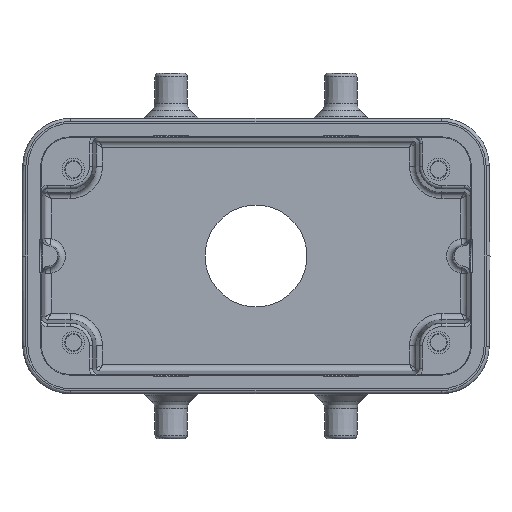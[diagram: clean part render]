
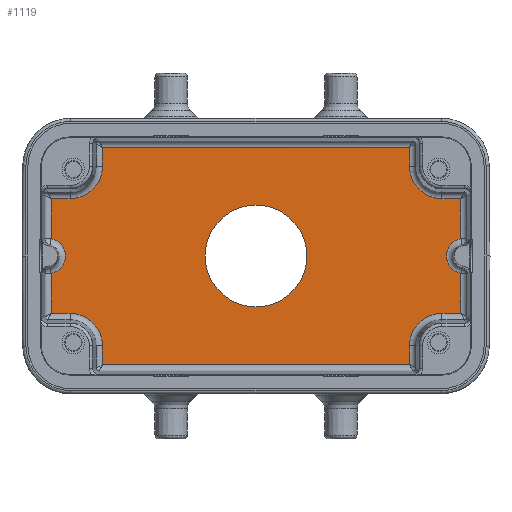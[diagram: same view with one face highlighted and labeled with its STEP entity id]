
A CAD part, front view. The second image highlights one B-rep face of the part: STEP entity #1119.
In plain terms, the highlighted planar face has unit normal (0, -1, 0).
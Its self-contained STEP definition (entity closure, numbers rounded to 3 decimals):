
#1119=ADVANCED_FACE('',(#1555,#1556),#1354,.T.);
#1354=PLANE('',#7131);
#1555=FACE_BOUND('',#1953,.T.);
#1556=FACE_BOUND('',#1954,.T.);
#1953=EDGE_LOOP('',(#3719));
#1954=EDGE_LOOP('',(#3720,#3721,#3722,#3723,#3724,#3725,#3726,#3727,#3728,
#3729,#3730,#3731,#3732,#3733,#3734,#3735,#3736,#3737,#3738,#3739));
#2081=CIRCLE('',#6866,5.053);
#2090=CIRCLE('',#6882,2.772);
#2145=CIRCLE('',#7025,5.053);
#2150=CIRCLE('',#7034,5.053);
#2158=CIRCLE('',#7050,2.772);
#2164=CIRCLE('',#7060,5.053);
#2180=CIRCLE('',#7130,7.95);
#3719=ORIENTED_EDGE('',*,*,#5384,.F.);
#3720=ORIENTED_EDGE('',*,*,#5237,.T.);
#3721=ORIENTED_EDGE('',*,*,#5241,.F.);
#3722=ORIENTED_EDGE('',*,*,#5244,.T.);
#3723=ORIENTED_EDGE('',*,*,#5249,.T.);
#3724=ORIENTED_EDGE('',*,*,#5253,.T.);
#3725=ORIENTED_EDGE('',*,*,#5257,.F.);
#3726=ORIENTED_EDGE('',*,*,#5260,.T.);
#3727=ORIENTED_EDGE('',*,*,#5265,.T.);
#3728=ORIENTED_EDGE('',*,*,#5279,.F.);
#3729=ORIENTED_EDGE('',*,*,#5283,.T.);
#3730=ORIENTED_EDGE('',*,*,#5288,.T.);
#3731=ORIENTED_EDGE('',*,*,#5292,.F.);
#3732=ORIENTED_EDGE('',*,*,#5295,.T.);
#3733=ORIENTED_EDGE('',*,*,#5232,.T.);
#3734=ORIENTED_EDGE('',*,*,#5227,.T.);
#3735=ORIENTED_EDGE('',*,*,#5026,.F.);
#3736=ORIENTED_EDGE('',*,*,#5030,.T.);
#3737=ORIENTED_EDGE('',*,*,#5051,.T.);
#3738=ORIENTED_EDGE('',*,*,#5047,.F.);
#3739=ORIENTED_EDGE('',*,*,#5383,.T.);
#4310=VERTEX_POINT('',#10947);
#4311=VERTEX_POINT('',#10949);
#4313=VERTEX_POINT('',#10964);
#4324=VERTEX_POINT('',#11131);
#4325=VERTEX_POINT('',#11135);
#4447=VERTEX_POINT('',#11633);
#4449=VERTEX_POINT('',#11714);
#4452=VERTEX_POINT('',#11729);
#4454=VERTEX_POINT('',#11794);
#4456=VERTEX_POINT('',#11816);
#4458=VERTEX_POINT('',#11831);
#4461=VERTEX_POINT('',#11908);
#4464=VERTEX_POINT('',#11975);
#4466=VERTEX_POINT('',#11997);
#4468=VERTEX_POINT('',#12012);
#4471=VERTEX_POINT('',#12080);
#4480=VERTEX_POINT('',#12186);
#4481=VERTEX_POINT('',#12201);
#4485=VERTEX_POINT('',#12270);
#4487=VERTEX_POINT('',#12292);
#4529=VERTEX_POINT('',#12571);
#5026=EDGE_CURVE('',#4310,#4311,#2081,.T.);
#5030=EDGE_CURVE('',#4310,#4313,#5814,.T.);
#5047=EDGE_CURVE('',#4324,#4325,#2090,.T.);
#5051=EDGE_CURVE('',#4313,#4325,#5818,.T.);
#5227=EDGE_CURVE('',#4447,#4311,#5914,.T.);
#5232=EDGE_CURVE('',#4449,#4447,#5916,.T.);
#5237=EDGE_CURVE('',#4452,#4454,#5917,.T.);
#5241=EDGE_CURVE('',#4456,#4454,#2145,.T.);
#5244=EDGE_CURVE('',#4456,#4458,#5920,.T.);
#5249=EDGE_CURVE('',#4458,#4461,#5922,.T.);
#5253=EDGE_CURVE('',#4461,#4464,#5923,.T.);
#5257=EDGE_CURVE('',#4466,#4464,#2150,.T.);
#5260=EDGE_CURVE('',#4466,#4468,#5926,.T.);
#5265=EDGE_CURVE('',#4468,#4471,#5928,.T.);
#5279=EDGE_CURVE('',#4480,#4471,#2158,.T.);
#5283=EDGE_CURVE('',#4480,#4481,#5931,.T.);
#5288=EDGE_CURVE('',#4481,#4485,#5933,.T.);
#5292=EDGE_CURVE('',#4487,#4485,#2164,.T.);
#5295=EDGE_CURVE('',#4487,#4449,#5936,.T.);
#5383=EDGE_CURVE('',#4324,#4452,#5998,.T.);
#5384=EDGE_CURVE('',#4529,#4529,#2180,.T.);
#5814=LINE('',#10965,#6380);
#5818=LINE('',#11141,#6384);
#5914=LINE('',#11632,#6480);
#5916=LINE('',#11716,#6482);
#5917=LINE('',#11795,#6483);
#5920=LINE('',#11832,#6486);
#5922=LINE('',#11909,#6488);
#5923=LINE('',#11976,#6489);
#5926=LINE('',#12013,#6492);
#5928=LINE('',#12081,#6494);
#5931=LINE('',#12203,#6497);
#5933=LINE('',#12271,#6499);
#5936=LINE('',#12307,#6502);
#5998=LINE('',#12568,#6564);
#6380=VECTOR('',#8070,1.);
#6384=VECTOR('',#8110,1.);
#6480=VECTOR('',#8470,1.);
#6482=VECTOR('',#8474,1.);
#6483=VECTOR('',#8481,1.);
#6486=VECTOR('',#8492,1.);
#6488=VECTOR('',#8498,1.);
#6489=VECTOR('',#8505,1.);
#6492=VECTOR('',#8516,1.);
#6494=VECTOR('',#8524,1.);
#6497=VECTOR('',#8559,1.);
#6499=VECTOR('',#8567,1.);
#6502=VECTOR('',#8578,1.);
#6564=VECTOR('',#8774,1.);
#6866=AXIS2_PLACEMENT_3D('',#10948,#8063,#8064);
#6882=AXIS2_PLACEMENT_3D('',#11134,#8099,#8100);
#7025=AXIS2_PLACEMENT_3D('',#11817,#8487,#8488);
#7034=AXIS2_PLACEMENT_3D('',#11998,#8511,#8512);
#7050=AXIS2_PLACEMENT_3D('',#12185,#8549,#8550);
#7060=AXIS2_PLACEMENT_3D('',#12293,#8573,#8574);
#7130=AXIS2_PLACEMENT_3D('',#12570,#8777,#8778);
#7131=AXIS2_PLACEMENT_3D('',#12572,#8779,#8780);
#8063=DIRECTION('',(0.,-1.,0.));
#8064=DIRECTION('',(0.,0.,-1.));
#8070=DIRECTION('',(1.,0.,0.));
#8099=DIRECTION('',(0.,-1.,0.));
#8100=DIRECTION('',(0.,0.,-1.));
#8110=DIRECTION('',(0.,0.,1.));
#8470=DIRECTION('',(0.,0.,1.));
#8474=DIRECTION('',(1.,0.,0.));
#8481=DIRECTION('',(-1.,0.,0.));
#8487=DIRECTION('',(0.,-1.,0.));
#8488=DIRECTION('',(0.,0.,-1.));
#8492=DIRECTION('',(0.,0.,1.));
#8498=DIRECTION('',(-1.,0.,0.));
#8505=DIRECTION('',(0.,0.,-1.));
#8511=DIRECTION('',(0.,-1.,0.));
#8512=DIRECTION('',(0.,0.,-1.));
#8516=DIRECTION('',(-1.,0.,0.));
#8524=DIRECTION('',(0.,0.,-1.));
#8549=DIRECTION('',(0.,-1.,0.));
#8550=DIRECTION('',(0.,0.,-1.));
#8559=DIRECTION('',(0.,0.,-1.));
#8567=DIRECTION('',(1.,0.,0.));
#8573=DIRECTION('',(0.,-1.,0.));
#8574=DIRECTION('',(0.,0.,-1.));
#8578=DIRECTION('',(0.,0.,-1.));
#8774=DIRECTION('',(0.,0.,1.));
#8777=DIRECTION('',(0.,-1.,0.));
#8778=DIRECTION('',(-1.,0.,0.));
#8779=DIRECTION('',(0.,-1.,0.));
#8780=DIRECTION('',(0.,0.,-1.));
#10947=CARTESIAN_POINT('',(29.,19.35,-8.947));
#10948=CARTESIAN_POINT('',(29.,19.35,-14.));
#10949=CARTESIAN_POINT('',(23.947,19.35,-14.));
#10964=CARTESIAN_POINT('',(31.946,19.35,-8.946));
#10965=CARTESIAN_POINT('',(0.,19.35,-8.947));
#11131=CARTESIAN_POINT('',(31.947,19.35,2.717));
#11134=CARTESIAN_POINT('',(32.5,19.35,0.));
#11135=CARTESIAN_POINT('',(31.947,19.35,-2.717));
#11141=CARTESIAN_POINT('',(31.947,19.35,-21.5));
#11632=CARTESIAN_POINT('',(23.947,19.35,-21.5));
#11633=CARTESIAN_POINT('',(23.946,19.35,-16.946));
#11714=CARTESIAN_POINT('',(-23.946,19.35,-16.946));
#11716=CARTESIAN_POINT('',(0.,19.35,-16.947));
#11729=CARTESIAN_POINT('',(31.946,19.35,8.946));
#11794=CARTESIAN_POINT('',(29.,19.35,8.947));
#11795=CARTESIAN_POINT('',(0.,19.35,8.947));
#11816=CARTESIAN_POINT('',(23.947,19.35,14.));
#11817=CARTESIAN_POINT('',(29.,19.35,14.));
#11831=CARTESIAN_POINT('',(23.946,19.35,16.946));
#11832=CARTESIAN_POINT('',(23.947,19.35,-21.5));
#11908=CARTESIAN_POINT('',(-23.946,19.35,16.946));
#11909=CARTESIAN_POINT('',(0.,19.35,16.947));
#11975=CARTESIAN_POINT('',(-23.947,19.35,14.));
#11976=CARTESIAN_POINT('',(-23.947,19.35,-21.5));
#11997=CARTESIAN_POINT('',(-29.,19.35,8.947));
#11998=CARTESIAN_POINT('',(-29.,19.35,14.));
#12012=CARTESIAN_POINT('',(-31.946,19.35,8.946));
#12013=CARTESIAN_POINT('',(0.,19.35,8.947));
#12080=CARTESIAN_POINT('',(-31.947,19.35,2.717));
#12081=CARTESIAN_POINT('',(-31.947,19.35,-21.5));
#12185=CARTESIAN_POINT('',(-32.5,19.35,0.));
#12186=CARTESIAN_POINT('',(-31.947,19.35,-2.717));
#12201=CARTESIAN_POINT('',(-31.946,19.35,-8.946));
#12203=CARTESIAN_POINT('',(-31.947,19.35,-21.5));
#12270=CARTESIAN_POINT('',(-29.,19.35,-8.947));
#12271=CARTESIAN_POINT('',(0.,19.35,-8.947));
#12292=CARTESIAN_POINT('',(-23.947,19.35,-14.));
#12293=CARTESIAN_POINT('',(-29.,19.35,-14.));
#12307=CARTESIAN_POINT('',(-23.947,19.35,-21.5));
#12568=CARTESIAN_POINT('',(31.947,19.35,-21.5));
#12570=CARTESIAN_POINT('',(0.,19.35,0.));
#12571=CARTESIAN_POINT('',(-7.95,19.35,0.));
#12572=CARTESIAN_POINT('',(0.,19.35,-21.5));
